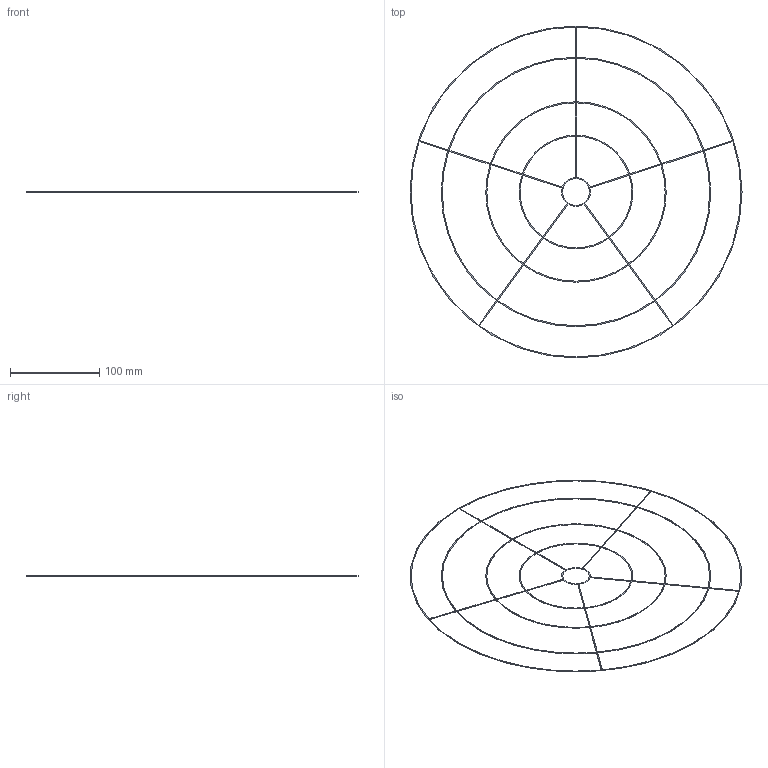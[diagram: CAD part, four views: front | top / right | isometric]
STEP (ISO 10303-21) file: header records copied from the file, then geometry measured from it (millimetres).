
FILE_DESCRIPTION(/* description */ (''),/* implementation_level */ '2;1');
FILE_NAME(/* name */ 'leveler v1.step',/* time_stamp */ '2024-05-28T16:45:31+02:00',/* author */ (''),/* organization */ (''),/* preprocessor_version */ 'ST-DEVELOPER v20',/* originating_system */ 'Autodesk Translation Framework v13.14.0.145',/* authorisation */ '');
FILE_SCHEMA (('AUTOMOTIVE_DESIGN { 1 0 10303 214 3 1 1 }'));
Length unit declared in the file: millimetre
Products named in the file (1): leveler
Bounding box: 372.4 x 372.4 x 0.3 mm (x, y, z)
Volume: 1463.4 mm3; surface area: 12180.6 mm2
Topology: 1 solids, 1 shells, 84 faces, 246 edges, 164 vertices
Faces by surface type: cylinder 42, plane 42
Full cylindrical faces by diameter (mm): 30 x1, 372.4 x1
Entity records: 2931 total; most frequent: DIRECTION 500, CARTESIAN_POINT 495, ORIENTED_EDGE 492, EDGE_CURVE 246, AXIS2_PLACEMENT_3D 169, VERTEX_POINT 164, LINE 162, VECTOR 162
